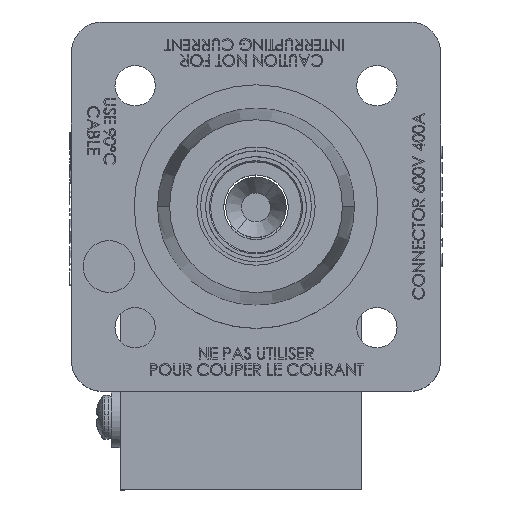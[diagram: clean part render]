
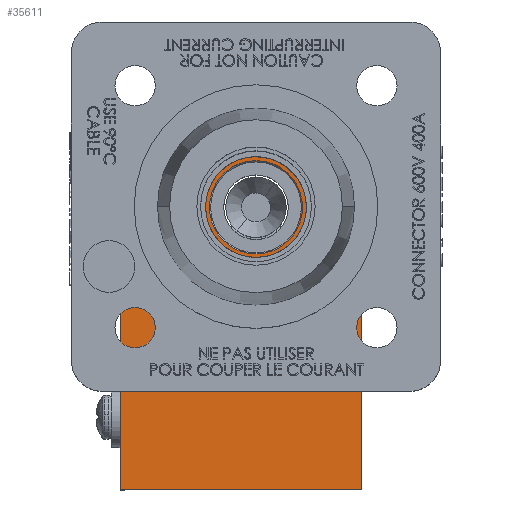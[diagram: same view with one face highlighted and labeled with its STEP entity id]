
A CAD part, top view. The second image highlights one B-rep face of the part: STEP entity #35611.
In plain terms, the highlighted planar face has unit normal (0, 0, 1).
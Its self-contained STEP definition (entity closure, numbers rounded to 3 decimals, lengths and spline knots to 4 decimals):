
#1202 = AXIS2_PLACEMENT_3D ( 'NONE', #47841, #32967, #41568 ) ;
#1643 = DIRECTION ( 'NONE',  ( 0., -1., 0. ) ) ;
#2983 = ORIENTED_EDGE ( 'NONE', *, *, #49150, .F. ) ;
#4218 = CARTESIAN_POINT ( 'NONE',  ( 0.0001, -0.289, -1.0744 ) ) ;
#6569 = CARTESIAN_POINT ( 'NONE',  ( 0.6571, 0.5, -1.0744 ) ) ;
#6633 = CARTESIAN_POINT ( 'NONE',  ( -0.8429, -1.75, -1.0744 ) ) ;
#6761 = VERTEX_POINT ( 'NONE', #35561 ) ;
#12848 = FACE_OUTER_BOUND ( 'NONE', #14190, .T. ) ;
#14190 = EDGE_LOOP ( 'NONE', ( #58689, #2983, #29708, #31954 ) ) ;
#14727 = DIRECTION ( 'NONE',  ( 1., 0., 0. ) ) ;
#15703 = LINE ( 'NONE', #54689, #55181 ) ;
#18598 = EDGE_CURVE ( 'NONE', #59401, #34844, #15703, .T. ) ;
#19412 = CARTESIAN_POINT ( 'NONE',  ( 0.0001, 0., -1.0744 ) ) ;
#21967 = EDGE_CURVE ( 'NONE', #55075, #63783, #45355, .T. ) ;
#23128 = EDGE_CURVE ( 'NONE', #6761, #41923, #40825, .T. ) ;
#24927 = VECTOR ( 'NONE', #50656, 39.3701 ) ;
#25843 = DIRECTION ( 'NONE',  ( 0., -1., 0. ) ) ;
#27686 = PLANE ( 'NONE',  #1202 ) ;
#28210 = CARTESIAN_POINT ( 'NONE',  ( -0.8429, 0.5, -1.0744 ) ) ;
#29708 = ORIENTED_EDGE ( 'NONE', *, *, #18598, .F. ) ;
#29812 = LINE ( 'NONE', #50294, #36313 ) ;
#30470 = LINE ( 'NONE', #57139, #49983 ) ;
#30586 = EDGE_CURVE ( 'NONE', #41923, #6761, #63021, .T. ) ;
#31954 = ORIENTED_EDGE ( 'NONE', *, *, #51285, .T. ) ;
#32967 = DIRECTION ( 'NONE',  ( 0., 0., -1. ) ) ;
#34506 = AXIS2_PLACEMENT_3D ( 'NONE', #19412, #35585, #39558 ) ;
#34844 = VERTEX_POINT ( 'NONE', #6569 ) ;
#35561 = CARTESIAN_POINT ( 'NONE',  ( 0.0001, 0.2891, -1.0744 ) ) ;
#35585 = DIRECTION ( 'NONE',  ( 0., 0., 1. ) ) ;
#35611 = ADVANCED_FACE ( 'NONE', ( #57438, #12848 ), #27686, .F. ) ;
#35790 = CARTESIAN_POINT ( 'NONE',  ( -0.8429, -1.75, -1.0744 ) ) ;
#36313 = VECTOR ( 'NONE', #25843, 39.3701 ) ;
#39558 = DIRECTION ( 'NONE',  ( 0., -1., 0. ) ) ;
#40419 = DIRECTION ( 'NONE',  ( 0., 0., 1. ) ) ;
#40825 = CIRCLE ( 'NONE', #65052, 0.289 ) ;
#41568 = DIRECTION ( 'NONE',  ( 0., 1., 0. ) ) ;
#41923 = VERTEX_POINT ( 'NONE', #4218 ) ;
#44625 = ORIENTED_EDGE ( 'NONE', *, *, #23128, .F. ) ;
#45355 = LINE ( 'NONE', #35790, #24927 ) ;
#47841 = CARTESIAN_POINT ( 'NONE',  ( -0.8429, 0.5, -1.0744 ) ) ;
#49150 = EDGE_CURVE ( 'NONE', #34844, #63783, #29812, .T. ) ;
#49983 = VECTOR ( 'NONE', #1643, 39.3701 ) ;
#50294 = CARTESIAN_POINT ( 'NONE',  ( 0.6571, 0.5, -1.0744 ) ) ;
#50330 = CARTESIAN_POINT ( 'NONE',  ( 0.0001, 0., -1.0744 ) ) ;
#50656 = DIRECTION ( 'NONE',  ( 1., 0., 0. ) ) ;
#51285 = EDGE_CURVE ( 'NONE', #59401, #55075, #30470, .T. ) ;
#54689 = CARTESIAN_POINT ( 'NONE',  ( -0.8429, 0.5, -1.0744 ) ) ;
#55075 = VERTEX_POINT ( 'NONE', #6633 ) ;
#55181 = VECTOR ( 'NONE', #14727, 39.3701 ) ;
#56398 = ORIENTED_EDGE ( 'NONE', *, *, #30586, .F. ) ;
#57139 = CARTESIAN_POINT ( 'NONE',  ( -0.8429, 0.5, -1.0744 ) ) ;
#57438 = FACE_BOUND ( 'NONE', #58546, .T. ) ;
#58176 = CARTESIAN_POINT ( 'NONE',  ( 0.6571, -1.75, -1.0744 ) ) ;
#58546 = EDGE_LOOP ( 'NONE', ( #56398, #44625 ) ) ;
#58689 = ORIENTED_EDGE ( 'NONE', *, *, #21967, .T. ) ;
#59401 = VERTEX_POINT ( 'NONE', #28210 ) ;
#60926 = DIRECTION ( 'NONE',  ( 0., -1., 0. ) ) ;
#63021 = CIRCLE ( 'NONE', #34506, 0.289 ) ;
#63783 = VERTEX_POINT ( 'NONE', #58176 ) ;
#65052 = AXIS2_PLACEMENT_3D ( 'NONE', #50330, #40419, #60926 ) ;
